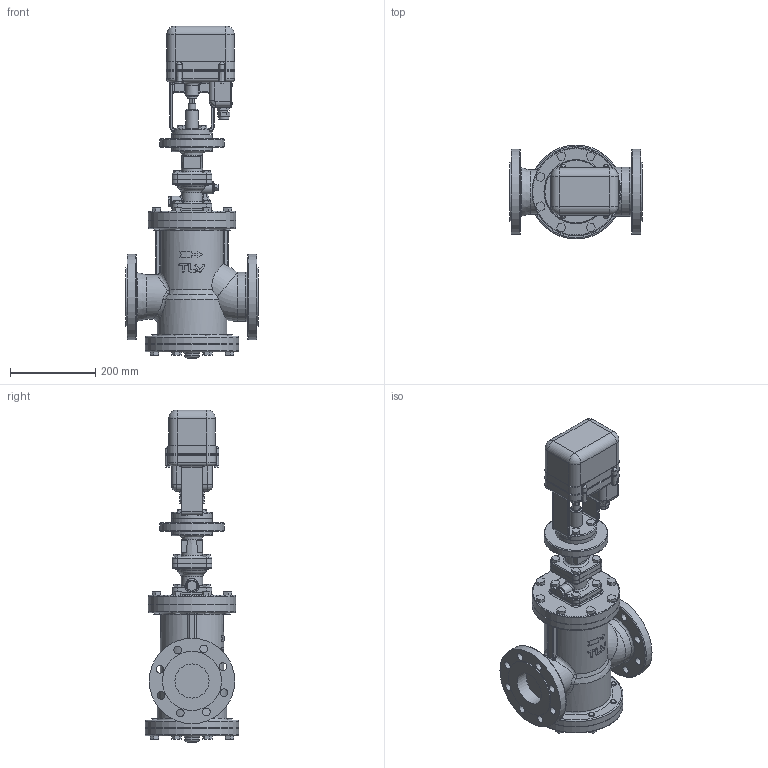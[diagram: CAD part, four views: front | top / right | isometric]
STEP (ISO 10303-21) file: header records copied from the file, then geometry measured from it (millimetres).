
FILE_DESCRIPTION((''),'2;1');
FILE_NAME('ccr16-080-e0025-00.stp','2009-08-28T13:31:54',('nakaot'),(''),'Autodesk Inventor 2008','Autodesk Inventor 2008','');
FILE_SCHEMA(('AUTOMOTIVE_DESIGN { 1 0 10303 214 1 1 1 1 }'));
Length unit declared in the file: millimetre
Products named in the file (1): ccr16-080-e0025-00
Bounding box: 310 x 220 x 778 mm (x, y, z)
Volume: 13627136 mm3; surface area: 886892.9 mm2
Topology: 1 solids, 1 shells, 1060 faces, 2590 edges, 1623 vertices
Faces by surface type: plane 547, cylinder 293, bspline 154, torus 52, sphere 8, cone 6
Full cylindrical faces by diameter (mm): 5.5 x4, 5.9 x4, 6 x4, 10 x12, 12 x32, 17 x1, 18 x9, 20 x2, 21 x1, 21.819 x1, 23 x1, 24 x2, 30 x2, 32 x1, 34 x1, 35.809 x1, 45.543 x1, 62.635 x1, 69.584 x1, 80 x2, 95 x3, 104 x1, 115 x1, 135.233 x1, 138 x1, 150 x1, 162.771 x1, 164 x1, 200 x1, 206 x2
Entity records: 43130 total; most frequent: CARTESIAN_POINT 19170, ORIENTED_EDGE 4824, DIRECTION 4794, EDGE_CURVE 2412, AXIS2_PLACEMENT_3D 1721, VERTEX_POINT 1603, EDGE_LOOP 1385, VECTOR 1352
